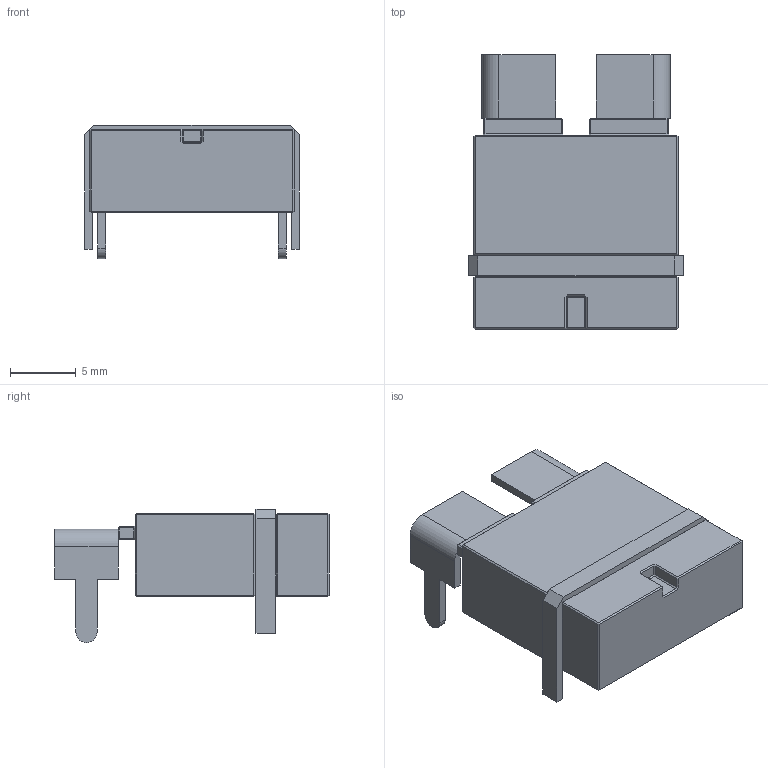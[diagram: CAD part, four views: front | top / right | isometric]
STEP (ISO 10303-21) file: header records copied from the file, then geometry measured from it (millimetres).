
FILE_DESCRIPTION(('FreeCAD Model'),'2;1');
FILE_NAME('Open CASCADE Shape Model','2025-05-13T22:07:27',('Author'),( ''),'Open CASCADE STEP processor 7.8','FreeCAD','Unknown');
FILE_SCHEMA(('AUTOMOTIVE_DESIGN { 1 0 10303 214 1 1 1 1 }'));
Length unit declared in the file: millimetre
Products named in the file (5): _______________________________; Body; Contacts; Contacts001; Bracket
Assembly tree (4 placements, depth 2):
  _______________________________
    Body
    Contacts
    Contacts001
    Bracket
Bounding box: 16.3 x 20.8 x 10.1 mm (x, y, z)
Volume: 1511.9 mm3; surface area: 1254.3 mm2
Topology: 4 solids, 4 shells, 194 faces, 428 edges, 244 vertices
Faces by surface type: plane 186, cylinder 8
Entity records: 5194 total; most frequent: CARTESIAN_POINT 871, ORIENTED_EDGE 856, DIRECTION 842, EDGE_CURVE 428, LINE 412, VECTOR 412, VERTEX_POINT 244, AXIS2_PLACEMENT_3D 215
